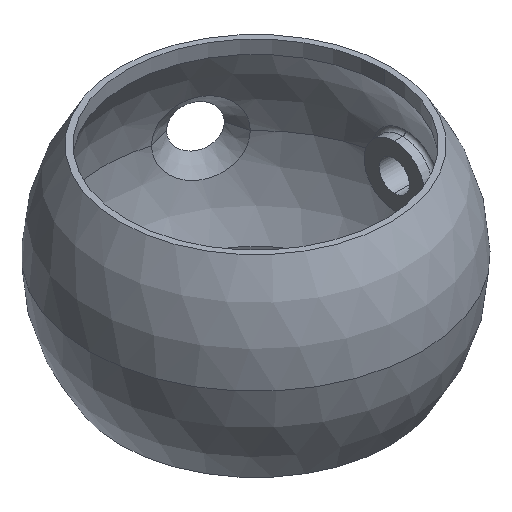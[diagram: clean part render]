
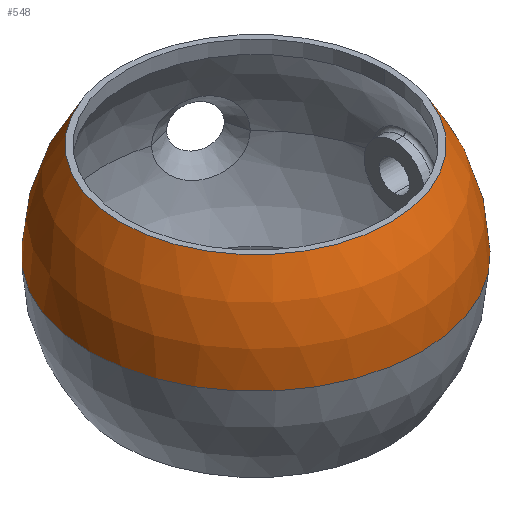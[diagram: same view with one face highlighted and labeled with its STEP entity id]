
A CAD part, isometric view. The second image highlights one B-rep face of the part: STEP entity #548.
In plain terms, the highlighted spherical face has radius 27.5 mm.
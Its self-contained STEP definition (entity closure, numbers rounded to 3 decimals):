
#1 = EDGE_CURVE ( 'NONE', #631, #479, #432, .T. ) ;
#7 = AXIS2_PLACEMENT_3D ( 'NONE', #384, #216, #439 ) ;
#10 = DIRECTION ( 'NONE',  ( -1., 0., 0. ) ) ;
#20 = VERTEX_POINT ( 'NONE', #164 ) ;
#40 = CARTESIAN_POINT ( 'NONE',  ( 27.386, 0., 2.5 ) ) ;
#46 = DIRECTION ( 'NONE',  ( -0.5, -0.866, 0. ) ) ;
#48 = EDGE_CURVE ( 'NONE', #465, #450, #651, .T. ) ;
#56 = DIRECTION ( 'NONE',  ( 1., 0., 0. ) ) ;
#57 = CARTESIAN_POINT ( 'NONE',  ( 27.386, -2.5, 0. ) ) ;
#79 = ORIENTED_EDGE ( 'NONE', *, *, #129, .T. ) ;
#86 = CARTESIAN_POINT ( 'NONE',  ( 27.386, 2.5, 0. ) ) ;
#101 = DIRECTION ( 'NONE',  ( 0., 0., 1. ) ) ;
#114 = EDGE_CURVE ( 'NONE', #450, #206, #368, .T. ) ;
#123 = EDGE_LOOP ( 'NONE', ( #664, #353, #136, #179, #79, #209, #408 ) ) ;
#129 = EDGE_CURVE ( 'NONE', #465, #631, #593, .T. ) ;
#135 = DIRECTION ( 'NONE',  ( -1., 0., 0. ) ) ;
#136 = ORIENTED_EDGE ( 'NONE', *, *, #114, .F. ) ;
#140 = ORIENTED_EDGE ( 'NONE', *, *, #333, .F. ) ;
#151 = AXIS2_PLACEMENT_3D ( 'NONE', #163, #452, #10 ) ;
#157 = FACE_BOUND ( 'NONE', #457, .T. ) ;
#159 = DIRECTION ( 'NONE',  ( 0.866, -0.5, 0. ) ) ;
#163 = CARTESIAN_POINT ( 'NONE',  ( 0., 0., 16. ) ) ;
#164 = CARTESIAN_POINT ( 'NONE',  ( -22.366, 0., 16. ) ) ;
#169 = AXIS2_PLACEMENT_3D ( 'NONE', #675, #681, #429 ) ;
#179 = ORIENTED_EDGE ( 'NONE', *, *, #48, .F. ) ;
#201 = AXIS2_PLACEMENT_3D ( 'NONE', #410, #317, #356 ) ;
#206 = VERTEX_POINT ( 'NONE', #57 ) ;
#209 = ORIENTED_EDGE ( 'NONE', *, *, #1, .T. ) ;
#211 = DIRECTION ( 'NONE',  ( 0., 0., -1. ) ) ;
#216 = DIRECTION ( 'NONE',  ( 0., 0., -1. ) ) ;
#230 = DIRECTION ( 'NONE',  ( 0., 0., 1. ) ) ;
#235 = EDGE_CURVE ( 'NONE', #555, #20, #597, .T. ) ;
#236 = VERTEX_POINT ( 'NONE', #455 ) ;
#269 = SPHERICAL_SURFACE ( 'NONE', #7, 27.5 ) ;
#271 = AXIS2_PLACEMENT_3D ( 'NONE', #705, #211, #135 ) ;
#275 = AXIS2_PLACEMENT_3D ( 'NONE', #393, #46, #159 ) ;
#282 = DIRECTION ( 'NONE',  ( 0., 0., 1. ) ) ;
#285 = AXIS2_PLACEMENT_3D ( 'NONE', #614, #282, #612 ) ;
#286 = CARTESIAN_POINT ( 'NONE',  ( 16.673, 21.869, 0. ) ) ;
#304 = CARTESIAN_POINT ( 'NONE',  ( 0., 27.5, 0. ) ) ;
#309 = AXIS2_PLACEMENT_3D ( 'NONE', #702, #592, #706 ) ;
#317 = DIRECTION ( 'NONE',  ( 0., 0., 1. ) ) ;
#333 = EDGE_CURVE ( 'NONE', #20, #555, #340, .T. ) ;
#340 = CIRCLE ( 'NONE', #201, 22.366 ) ;
#353 = ORIENTED_EDGE ( 'NONE', *, *, #641, .T. ) ;
#356 = DIRECTION ( 'NONE',  ( -1., 0., 0. ) ) ;
#368 = CIRCLE ( 'NONE', #509, 2.5 ) ;
#379 = VERTEX_POINT ( 'NONE', #304 ) ;
#384 = CARTESIAN_POINT ( 'NONE',  ( 0., 0., 0. ) ) ;
#393 = CARTESIAN_POINT ( 'NONE',  ( 13.638, 23.622, 0. ) ) ;
#408 = ORIENTED_EDGE ( 'NONE', *, *, #426, .T. ) ;
#410 = CARTESIAN_POINT ( 'NONE',  ( 0., 0., 16. ) ) ;
#426 = EDGE_CURVE ( 'NONE', #479, #379, #615, .T. ) ;
#429 = DIRECTION ( 'NONE',  ( 1., 0., 0. ) ) ;
#432 = CIRCLE ( 'NONE', #275, 3.504 ) ;
#439 = DIRECTION ( 'NONE',  ( 1., 0., 0. ) ) ;
#442 = CARTESIAN_POINT ( 'NONE',  ( 22.366, 0., 16. ) ) ;
#450 = VERTEX_POINT ( 'NONE', #40 ) ;
#452 = DIRECTION ( 'NONE',  ( 0., 0., 1. ) ) ;
#455 = CARTESIAN_POINT ( 'NONE',  ( 0., -27.5, 0. ) ) ;
#457 = EDGE_LOOP ( 'NONE', ( #140, #613 ) ) ;
#465 = VERTEX_POINT ( 'NONE', #86 ) ;
#479 = VERTEX_POINT ( 'NONE', #537 ) ;
#509 = AXIS2_PLACEMENT_3D ( 'NONE', #542, #594, #101 ) ;
#521 = AXIS2_PLACEMENT_3D ( 'NONE', #620, #230, #56 ) ;
#537 = CARTESIAN_POINT ( 'NONE',  ( 10.603, 25.374, 0. ) ) ;
#541 = FACE_OUTER_BOUND ( 'NONE', #123, .T. ) ;
#542 = CARTESIAN_POINT ( 'NONE',  ( 27.386, 0., 0. ) ) ;
#545 = EDGE_CURVE ( 'NONE', #236, #379, #571, .T. ) ;
#548 = ADVANCED_FACE ( 'NONE', ( #541, #157 ), #269, .T. ) ;
#555 = VERTEX_POINT ( 'NONE', #442 ) ;
#571 = CIRCLE ( 'NONE', #271, 27.5 ) ;
#592 = DIRECTION ( 'NONE',  ( 1., 0., 0. ) ) ;
#593 = CIRCLE ( 'NONE', #285, 27.5 ) ;
#594 = DIRECTION ( 'NONE',  ( 1., 0., 0. ) ) ;
#597 = CIRCLE ( 'NONE', #151, 22.366 ) ;
#612 = DIRECTION ( 'NONE',  ( 1., 0., 0. ) ) ;
#613 = ORIENTED_EDGE ( 'NONE', *, *, #235, .F. ) ;
#614 = CARTESIAN_POINT ( 'NONE',  ( 0., 0., 0. ) ) ;
#615 = CIRCLE ( 'NONE', #169, 27.5 ) ;
#620 = CARTESIAN_POINT ( 'NONE',  ( 0., 0., 0. ) ) ;
#631 = VERTEX_POINT ( 'NONE', #286 ) ;
#641 = EDGE_CURVE ( 'NONE', #236, #206, #648, .T. ) ;
#648 = CIRCLE ( 'NONE', #521, 27.5 ) ;
#651 = CIRCLE ( 'NONE', #309, 2.5 ) ;
#664 = ORIENTED_EDGE ( 'NONE', *, *, #545, .F. ) ;
#675 = CARTESIAN_POINT ( 'NONE',  ( 0., 0., 0. ) ) ;
#681 = DIRECTION ( 'NONE',  ( 0., 0., 1. ) ) ;
#702 = CARTESIAN_POINT ( 'NONE',  ( 27.386, 0., 0. ) ) ;
#705 = CARTESIAN_POINT ( 'NONE',  ( 0., 0., 0. ) ) ;
#706 = DIRECTION ( 'NONE',  ( 0., 0., 1. ) ) ;
